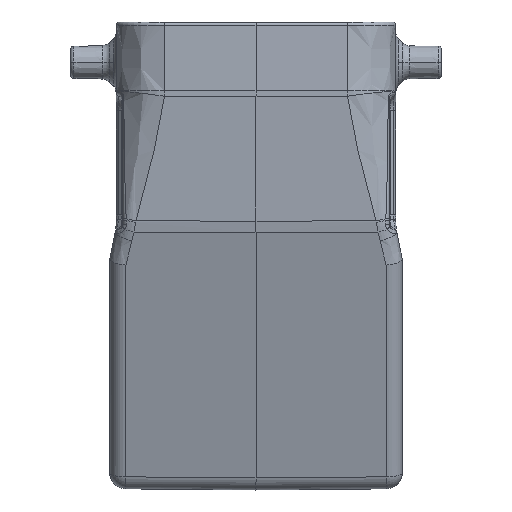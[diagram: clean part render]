
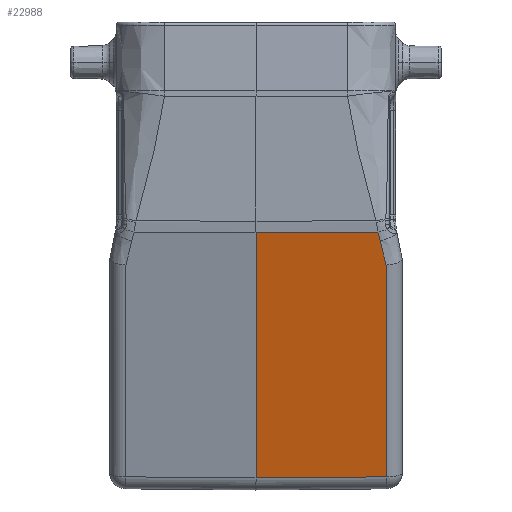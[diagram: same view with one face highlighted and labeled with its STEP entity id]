
A CAD part, left-side view. The second image highlights one B-rep face of the part: STEP entity #22988.
In plain terms, the highlighted planar face has unit normal (-0.966, -0.009, -0.259).
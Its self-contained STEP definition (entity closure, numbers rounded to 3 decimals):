
#1001=CARTESIAN_POINT('',(-33.046,-20.022,
-37.395));
#1002=CARTESIAN_POINT('',(-33.16,-19.942,
-36.971));
#1003=CARTESIAN_POINT('',(-33.387,-19.769,
-36.132));
#1004=CARTESIAN_POINT('',(-33.718,-19.475,
-34.906));
#1005=CARTESIAN_POINT('',(-33.94,-19.241,
-34.087));
#1006=CARTESIAN_POINT('',(-34.05,-19.115,
-33.678));
#6039=DIRECTION('',(-0.009,1.,-0.002));
#6040=VECTOR('',#6039,18.768);
#6041=CARTESIAN_POINT('',(-34.418,-18.767,
-32.316));
#6042=LINE('',#6041,#6040);
#6056=DIRECTION('',(-0.259,0.,0.966));
#6057=VECTOR('',#6056,39.136);
#6058=CARTESIAN_POINT('',(-24.451,0.,
-70.147));
#6059=LINE('',#6058,#6057);
#6063=DIRECTION('',(-0.007,1.,-0.009));
#6064=VECTOR('',#6063,20.023);
#6065=CARTESIAN_POINT('',(-24.317,-20.022,
-69.972));
#6066=LINE('',#6065,#6064);
#11764=DIRECTION('',(-0.259,0.,0.966));
#11765=VECTOR('',#11764,33.727);
#11766=CARTESIAN_POINT('',(-24.317,-20.022,
-69.972));
#11767=LINE('',#11766,#11765);
#11784=CARTESIAN_POINT('',(-34.05,-19.115,
-33.678));
#11785=CARTESIAN_POINT('',(-34.094,-19.066,
-33.517));
#11786=CARTESIAN_POINT('',(-34.179,-18.981,
-33.2));
#11787=CARTESIAN_POINT('',(-34.307,-18.87,
-32.728));
#11788=CARTESIAN_POINT('',(-34.382,-18.802,
-32.449));
#11789=CARTESIAN_POINT('',(-34.418,-18.767,
-32.316));
#14642=CARTESIAN_POINT('',(-34.418,-18.767,
-32.316));
#14643=CARTESIAN_POINT('',(-34.58,0.,-32.345));
#14644=VERTEX_POINT('',#14642);
#14645=VERTEX_POINT('',#14643);
#14646=VERTEX_POINT('',#11784);
#14647=VERTEX_POINT('',#1001);
#14648=CARTESIAN_POINT('',(-24.317,-20.022,
-69.972));
#14649=VERTEX_POINT('',#14648);
#14650=CARTESIAN_POINT('',(-24.451,0.,
-70.147));
#14651=VERTEX_POINT('',#14650);
#22971=CARTESIAN_POINT('',(-23.955,0.,-72.));
#22972=DIRECTION('',(-0.966,-0.009,-0.259));
#22973=DIRECTION('',(-0.259,0.,0.966));
#22974=AXIS2_PLACEMENT_3D('',#22971,#22972,#22973);
#22975=PLANE('',#22974);
#22977=ORIENTED_EDGE('',*,*,#22976,.T.);
#22978=ORIENTED_EDGE('',*,*,#22963,.F.);
#22980=ORIENTED_EDGE('',*,*,#22979,.F.);
#22981=ORIENTED_EDGE('',*,*,#16998,.F.);
#22983=ORIENTED_EDGE('',*,*,#22982,.F.);
#22985=ORIENTED_EDGE('',*,*,#22984,.T.);
#22986=EDGE_LOOP('',(#22977,#22978,#22980,#22981,#22983,#22985));
#22987=FACE_OUTER_BOUND('',#22986,.F.);
#1007=B_SPLINE_CURVE_WITH_KNOTS('',3,(#1001,#1002,#1003,#1004,#1005,#1006),
.UNSPECIFIED.,.F.,.F.,(4,1,1,4),(0.,0.333,0.667,1.),
.UNSPECIFIED.);
#11790=B_SPLINE_CURVE_WITH_KNOTS('',3,(#11784,#11785,#11786,#11787,#11788,
#11789),.UNSPECIFIED.,.F.,.F.,(4,1,1,4),(0.,0.333,
0.667,1.),.UNSPECIFIED.);
#16998=EDGE_CURVE('',#14647,#14646,#1007,.T.);
#22963=EDGE_CURVE('',#14644,#14645,#6042,.T.);
#22976=EDGE_CURVE('',#14651,#14645,#6059,.T.);
#22979=EDGE_CURVE('',#14646,#14644,#11790,.T.);
#22982=EDGE_CURVE('',#14649,#14647,#11767,.T.);
#22984=EDGE_CURVE('',#14649,#14651,#6066,.T.);
#22988=ADVANCED_FACE('',(#22987),#22975,.T.);
